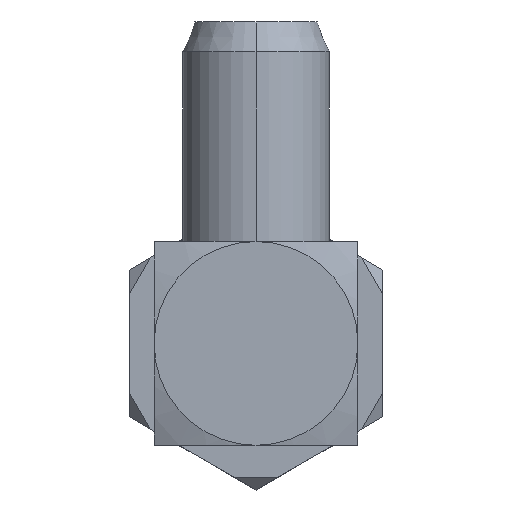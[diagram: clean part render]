
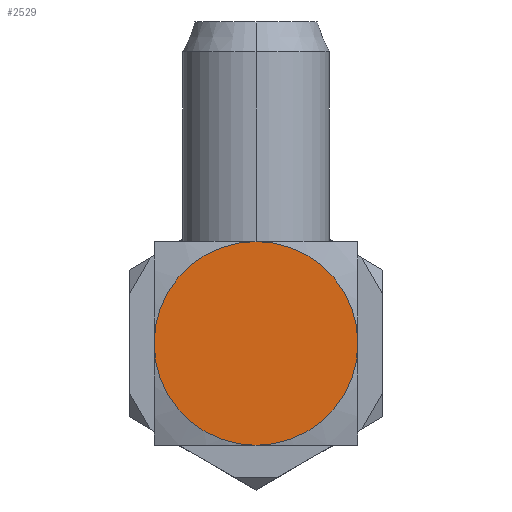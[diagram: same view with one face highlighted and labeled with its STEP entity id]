
A CAD part, front view. The second image highlights one B-rep face of the part: STEP entity #2529.
In plain terms, the highlighted planar face has unit normal (0, -1, 0).
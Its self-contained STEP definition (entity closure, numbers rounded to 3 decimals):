
#366=CARTESIAN_POINT('',(0.,-8.35,0.5));
#440=CARTESIAN_POINT('',(3.25,-8.35,-2.75));
#506=CARTESIAN_POINT('',(0.,-8.35,-6.));
#568=CARTESIAN_POINT('',(-3.25,-8.35,-2.75));
#598=CARTESIAN_POINT('',(0.,-8.35,-2.75));
#599=DIRECTION('',(0.,1.,0.));
#600=DIRECTION('',(0.,0.,-1.));
#601=AXIS2_PLACEMENT_3D('',#598,#599,#600);
#603=CARTESIAN_POINT('',(0.,-8.35,-2.75));
#604=DIRECTION('',(0.,1.,0.));
#605=DIRECTION('',(-1.,0.,0.));
#606=AXIS2_PLACEMENT_3D('',#603,#604,#605);
#608=CARTESIAN_POINT('',(0.,-8.35,-2.75));
#609=DIRECTION('',(0.,1.,0.));
#610=DIRECTION('',(0.,0.,1.));
#611=AXIS2_PLACEMENT_3D('',#608,#609,#610);
#613=CARTESIAN_POINT('',(0.,-8.35,-2.75));
#614=DIRECTION('',(0.,1.,0.));
#615=DIRECTION('',(1.,0.,0.));
#616=AXIS2_PLACEMENT_3D('',#613,#614,#615);
#1625=VERTEX_POINT('',#440);
#1626=VERTEX_POINT('',#366);
#1627=VERTEX_POINT('',#568);
#1628=VERTEX_POINT('',#506);
#2516=CARTESIAN_POINT('',(0.,-8.35,-2.75));
#2517=DIRECTION('',(0.,-1.,0.));
#2518=DIRECTION('',(0.,0.,1.));
#2519=AXIS2_PLACEMENT_3D('',#2516,#2517,#2518);
#2520=PLANE('',#2519);
#2521=ORIENTED_EDGE('',*,*,#2510,.T.);
#2522=ORIENTED_EDGE('',*,*,#2474,.T.);
#2524=ORIENTED_EDGE('',*,*,#2523,.T.);
#2526=ORIENTED_EDGE('',*,*,#2525,.T.);
#2527=EDGE_LOOP('',(#2521,#2522,#2524,#2526));
#2528=FACE_OUTER_BOUND('',#2527,.F.);
#602=CIRCLE('',#601,3.25);
#607=CIRCLE('',#606,3.25);
#612=CIRCLE('',#611,3.25);
#617=CIRCLE('',#616,3.25);
#2474=EDGE_CURVE('',#1627,#1626,#607,.T.);
#2510=EDGE_CURVE('',#1628,#1627,#602,.T.);
#2523=EDGE_CURVE('',#1626,#1625,#612,.T.);
#2525=EDGE_CURVE('',#1625,#1628,#617,.T.);
#2529=ADVANCED_FACE('',(#2528),#2520,.T.);
